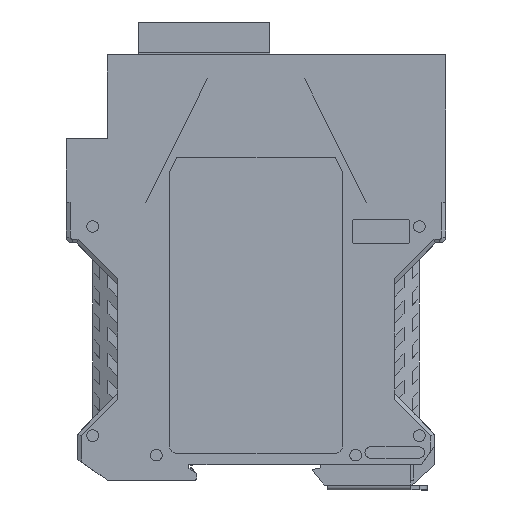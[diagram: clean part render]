
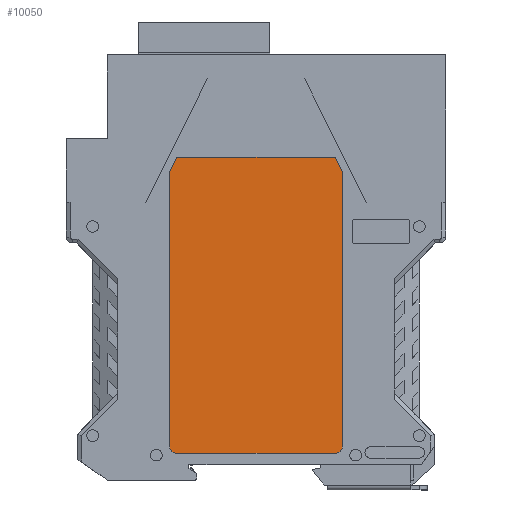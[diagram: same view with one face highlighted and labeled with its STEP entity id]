
A CAD part, left-side view. The second image highlights one B-rep face of the part: STEP entity #10050.
In plain terms, the highlighted planar face has unit normal (-1, 0, 0).
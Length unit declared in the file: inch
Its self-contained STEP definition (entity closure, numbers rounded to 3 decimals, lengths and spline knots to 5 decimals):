
#960 = VERTEX_POINT ( 'NONE', #3781 ) ;
#1772 = DIRECTION ( 'NONE',  ( -1., 0., 0. ) ) ;
#2101 = CARTESIAN_POINT ( 'NONE',  ( 1.46807, 1.73447, 2.48422 ) ) ;
#2226 = EDGE_CURVE ( 'NONE', #15322, #4052, #15502, .T. ) ;
#3055 = ORIENTED_EDGE ( 'NONE', *, *, #39491, .T. ) ;
#3198 = DIRECTION ( 'NONE',  ( -1., 0., 0. ) ) ;
#3684 = CARTESIAN_POINT ( 'NONE',  ( 1.46807, 3.36046, 2.40548 ) ) ;
#3781 = CARTESIAN_POINT ( 'NONE',  ( 1.46807, 3.36046, 2.40548 ) ) ;
#4030 = DIRECTION ( 'NONE',  ( 0., 0., -1. ) ) ;
#4052 = VERTEX_POINT ( 'NONE', #41456 ) ;
#4063 = FACE_OUTER_BOUND ( 'NONE', #37334, .T. ) ;
#4230 = VERTEX_POINT ( 'NONE', #15384 ) ;
#4257 = DIRECTION ( 'NONE',  ( 0., 0.447, -0.894 ) ) ;
#4419 = DIRECTION ( 'NONE',  ( 0., 0., 1. ) ) ;
#4522 = CARTESIAN_POINT ( 'NONE',  ( 1.46807, 1.65573, 5.29131 ) ) ;
#5216 = VECTOR ( 'NONE', #27341, 39.37008 ) ;
#6316 = VERTEX_POINT ( 'NONE', #40457 ) ;
#7976 = EDGE_CURVE ( 'NONE', #960, #4230, #9459, .T. ) ;
#9459 = LINE ( 'NONE', #3684, #5216 ) ;
#10050 = ADVANCED_FACE ( 'NONE', ( #4063 ), #13752, .T. ) ;
#10700 = VECTOR ( 'NONE', #18317, 39.37008 ) ;
#10798 = CARTESIAN_POINT ( 'NONE',  ( 1.46807, 1.65573, 5.29131 ) ) ;
#11622 = AXIS2_PLACEMENT_3D ( 'NONE', #2101, #32682, #36077 ) ;
#13321 = DIRECTION ( 'NONE',  ( 0., 1., 0. ) ) ;
#13752 = PLANE ( 'NONE',  #26365 ) ;
#14454 = ORIENTED_EDGE ( 'NONE', *, *, #38199, .T. ) ;
#14537 = ORIENTED_EDGE ( 'NONE', *, *, #7976, .T. ) ;
#14874 = VECTOR ( 'NONE', #41848, 39.37008 ) ;
#14897 = EDGE_CURVE ( 'NONE', #4052, #23203, #31756, .T. ) ;
#15322 = VERTEX_POINT ( 'NONE', #10798 ) ;
#15384 = CARTESIAN_POINT ( 'NONE',  ( 1.46807, 1.73447, 2.40548 ) ) ;
#15437 = DIRECTION ( 'NONE',  ( 0., 0., -1. ) ) ;
#15502 = LINE ( 'NONE', #4522, #10700 ) ;
#15669 = ORIENTED_EDGE ( 'NONE', *, *, #2226, .T. ) ;
#17876 = CIRCLE ( 'NONE', #11622, 0.07874 ) ;
#18223 = CARTESIAN_POINT ( 'NONE',  ( 1.46807, 1.65573, 2.48422 ) ) ;
#18229 = CARTESIAN_POINT ( 'NONE',  ( 1.46807, 3.4392, 2.48422 ) ) ;
#18317 = DIRECTION ( 'NONE',  ( 0., 0.447, 0.894 ) ) ;
#18470 = LINE ( 'NONE', #24449, #20571 ) ;
#18926 = ORIENTED_EDGE ( 'NONE', *, *, #26326, .T. ) ;
#19464 = VECTOR ( 'NONE', #4419, 39.37008 ) ;
#20533 = CARTESIAN_POINT ( 'NONE',  ( 1.46807, 1.17384, 4.8966 ) ) ;
#20571 = VECTOR ( 'NONE', #4030, 39.37008 ) ;
#23203 = VERTEX_POINT ( 'NONE', #32899 ) ;
#24449 = CARTESIAN_POINT ( 'NONE',  ( 1.46807, 3.4392, 5.29131 ) ) ;
#25010 = CIRCLE ( 'NONE', #38900, 0.07874 ) ;
#25722 = CARTESIAN_POINT ( 'NONE',  ( 1.46807, 3.36046, 2.48422 ) ) ;
#26003 = EDGE_CURVE ( 'NONE', #4230, #6316, #17876, .T. ) ;
#26326 = EDGE_CURVE ( 'NONE', #6316, #15322, #35807, .T. ) ;
#26365 = AXIS2_PLACEMENT_3D ( 'NONE', #20533, #3198, #13321 ) ;
#27267 = VERTEX_POINT ( 'NONE', #43226 ) ;
#27341 = DIRECTION ( 'NONE',  ( 0., -1., 0. ) ) ;
#28779 = VECTOR ( 'NONE', #4257, 39.37008 ) ;
#30922 = ORIENTED_EDGE ( 'NONE', *, *, #14897, .T. ) ;
#31626 = EDGE_CURVE ( 'NONE', #27267, #32394, #18470, .T. ) ;
#31756 = LINE ( 'NONE', #34899, #14874 ) ;
#32394 = VERTEX_POINT ( 'NONE', #18229 ) ;
#32682 = DIRECTION ( 'NONE',  ( -1., 0., 0. ) ) ;
#32899 = CARTESIAN_POINT ( 'NONE',  ( 1.46807, 3.36046, 5.44879 ) ) ;
#34899 = CARTESIAN_POINT ( 'NONE',  ( 1.46807, 1.73447, 5.44879 ) ) ;
#35807 = LINE ( 'NONE', #18223, #19464 ) ;
#36077 = DIRECTION ( 'NONE',  ( 0., 0., -1. ) ) ;
#37334 = EDGE_LOOP ( 'NONE', ( #14537, #42435, #18926, #15669, #30922, #14454, #39473, #3055 ) ) ;
#37946 = CARTESIAN_POINT ( 'NONE',  ( 1.46807, 3.36046, 5.44879 ) ) ;
#38199 = EDGE_CURVE ( 'NONE', #23203, #27267, #39874, .T. ) ;
#38900 = AXIS2_PLACEMENT_3D ( 'NONE', #25722, #1772, #15437 ) ;
#39473 = ORIENTED_EDGE ( 'NONE', *, *, #31626, .T. ) ;
#39491 = EDGE_CURVE ( 'NONE', #32394, #960, #25010, .T. ) ;
#39874 = LINE ( 'NONE', #37946, #28779 ) ;
#40457 = CARTESIAN_POINT ( 'NONE',  ( 1.46807, 1.65573, 2.48422 ) ) ;
#41456 = CARTESIAN_POINT ( 'NONE',  ( 1.46807, 1.73447, 5.44879 ) ) ;
#41848 = DIRECTION ( 'NONE',  ( 0., 1., 0. ) ) ;
#42435 = ORIENTED_EDGE ( 'NONE', *, *, #26003, .T. ) ;
#43226 = CARTESIAN_POINT ( 'NONE',  ( 1.46807, 3.4392, 5.29131 ) ) ;
